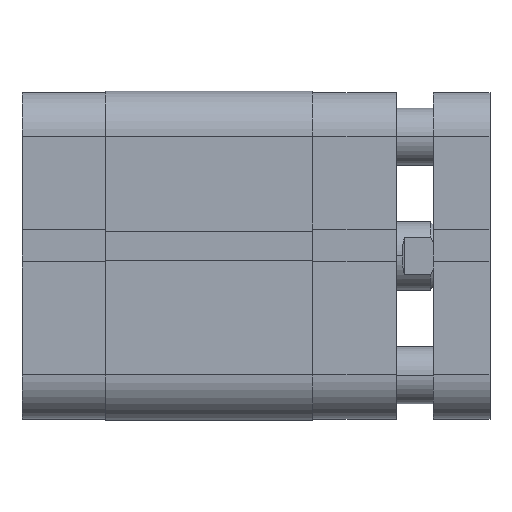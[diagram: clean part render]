
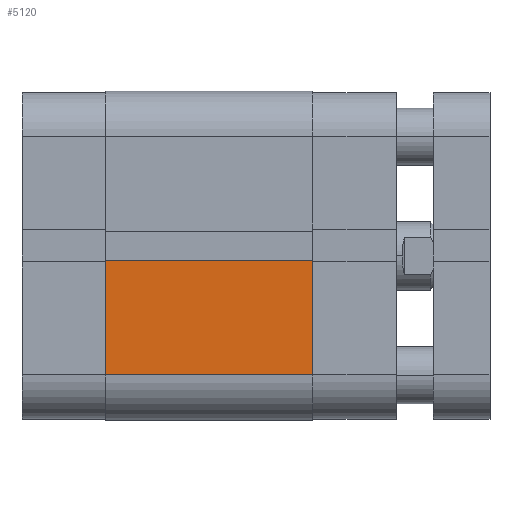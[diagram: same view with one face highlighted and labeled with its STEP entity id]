
A CAD part, top view. The second image highlights one B-rep face of the part: STEP entity #5120.
In plain terms, the highlighted face is planar.
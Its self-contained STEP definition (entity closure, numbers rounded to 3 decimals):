
#29 = DIRECTION ( 'NONE',  ( 0., -1., 0. ) ) ;
#545 = CARTESIAN_POINT ( 'NONE',  ( 29., 21., 36.5 ) ) ;
#546 = DIRECTION ( 'NONE',  ( 0., 0., -1. ) ) ;
#616 = CARTESIAN_POINT ( 'NONE',  ( 29., -63.941, 36.5 ) ) ;
#637 = DIRECTION ( 'NONE',  ( 0., -1., 0. ) ) ;
#1512 = LINE ( 'NONE', #545, #1513 ) ;
#1513 = VECTOR ( 'NONE', #546, 1000. ) ;
#1548 = VECTOR ( 'NONE', #637, 1000. ) ;
#1560 = LINE ( 'NONE', #616, #1548 ) ;
#2389 = EDGE_CURVE ( 'NONE', #5317, #5316, #3454, .T. ) ;
#2413 = EDGE_CURVE ( 'NONE', #5319, #5316, #8440, .T. ) ;
#2630 = EDGE_CURVE ( 'NONE', #5320, #5319, #1512, .T. ) ;
#2665 = EDGE_CURVE ( 'NONE', #5320, #5317, #1560, .T. ) ;
#3281 = AXIS2_PLACEMENT_3D ( 'NONE', #6407, #6410, #6411 ) ;
#3453 = VECTOR ( 'NONE', #4845, 1000. ) ;
#3454 = LINE ( 'NONE', #4846, #3453 ) ;
#3889 = ORIENTED_EDGE ( 'NONE', *, *, #2389, .T. ) ;
#3890 = ORIENTED_EDGE ( 'NONE', *, *, #2665, .T. ) ;
#3891 = ORIENTED_EDGE ( 'NONE', *, *, #2630, .F. ) ;
#3892 = ORIENTED_EDGE ( 'NONE', *, *, #2413, .F. ) ;
#4472 = EDGE_LOOP ( 'NONE', ( #3892, #3891, #3890, #3889 ) ) ;
#4781 = CARTESIAN_POINT ( 'NONE',  ( 29., -63.941, 0. ) ) ;
#4845 = DIRECTION ( 'NONE',  ( 0., 0., -1. ) ) ;
#4846 = CARTESIAN_POINT ( 'NONE',  ( 29., 0.85, 36.5 ) ) ;
#5120 = ADVANCED_FACE ( 'NONE', ( #7141 ), #6408, .T. ) ;
#5316 = VERTEX_POINT ( 'NONE', #6999 ) ;
#5317 = VERTEX_POINT ( 'NONE', #7000 ) ;
#5319 = VERTEX_POINT ( 'NONE', #7002 ) ;
#5320 = VERTEX_POINT ( 'NONE', #7003 ) ;
#6407 = CARTESIAN_POINT ( 'NONE',  ( 29., -63.941, 36.5 ) ) ;
#6408 = PLANE ( 'NONE',  #3281 ) ;
#6410 = DIRECTION ( 'NONE',  ( 1., 0., 0. ) ) ;
#6411 = DIRECTION ( 'NONE',  ( 0., 1., 0. ) ) ;
#6999 = CARTESIAN_POINT ( 'NONE',  ( 29., 0.85, 0. ) ) ;
#7000 = CARTESIAN_POINT ( 'NONE',  ( 29., 0.85, 36.5 ) ) ;
#7002 = CARTESIAN_POINT ( 'NONE',  ( 29., 21., 0. ) ) ;
#7003 = CARTESIAN_POINT ( 'NONE',  ( 29., 21., 36.5 ) ) ;
#7141 = FACE_OUTER_BOUND ( 'NONE', #4472, .T. ) ;
#8440 = LINE ( 'NONE', #4781, #8464 ) ;
#8464 = VECTOR ( 'NONE', #29, 1000. ) ;
